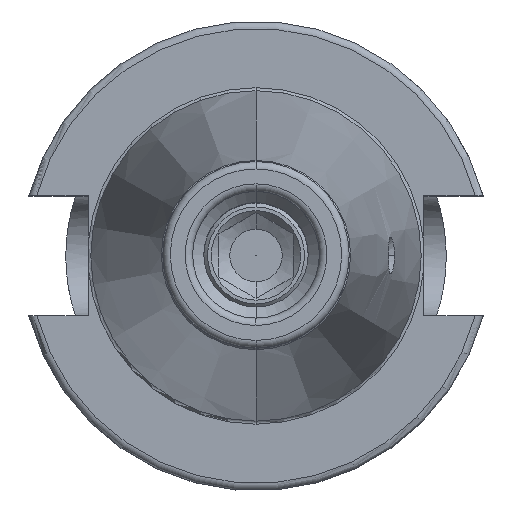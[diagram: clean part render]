
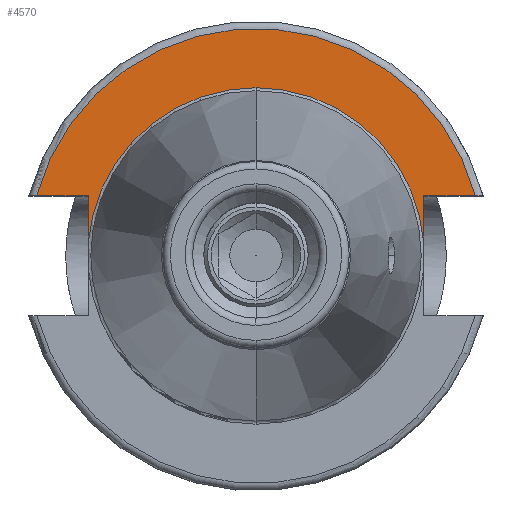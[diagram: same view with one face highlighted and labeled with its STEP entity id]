
A CAD part, top view. The second image highlights one B-rep face of the part: STEP entity #4570.
In plain terms, the highlighted planar face has unit normal (0, 0, 1).
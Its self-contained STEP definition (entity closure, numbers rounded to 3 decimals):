
#1194=CARTESIAN_POINT('',(0,0,10));
#1195=DIRECTION('',(0,0,1));
#1196=DIRECTION('',(0,1,0));
#1197=AXIS2_PLACEMENT_3D('',#1194,#1195,#1196);
#1432=DIRECTION('',(0,1,0));
#1433=VECTOR('',#1432,6.317);
#1434=CARTESIAN_POINT('',(-22.5,1.733,10));
#1435=LINE('',#1434,#1433);
#1436=DIRECTION('',(1,0,0));
#1437=VECTOR('',#1436,6.918);
#1438=CARTESIAN_POINT('',(-29.418,8.05,10));
#1439=LINE('',#1438,#1437);
#1440=DIRECTION('',(-1,0,0));
#1441=VECTOR('',#1440,6.918);
#1442=CARTESIAN_POINT('',(29.418,8.05,10));
#1443=LINE('',#1442,#1441);
#1444=DIRECTION('',(0,-1,0));
#1445=VECTOR('',#1444,6.317);
#1446=CARTESIAN_POINT('',(22.5,8.05,10));
#1447=LINE('',#1446,#1445);
#1462=CARTESIAN_POINT('',(0,0,10));
#1463=DIRECTION('',(0,0,-1));
#1464=DIRECTION('',(0,1,0));
#1465=AXIS2_PLACEMENT_3D('',#1462,#1463,#1464);
#1501=CARTESIAN_POINT('',(0,0,10));
#1502=DIRECTION('',(0,0,1));
#1503=DIRECTION('',(0.965,0.264,0));
#1504=AXIS2_PLACEMENT_3D('',#1501,#1502,#1503);
#2289=CARTESIAN_POINT('',(0,22.567,10));
#2291=VERTEX_POINT('',#2289);
#2403=CARTESIAN_POINT('',(-22.5,1.733,10));
#2404=CARTESIAN_POINT('',(-22.5,8.05,10));
#2405=VERTEX_POINT('',#2403);
#2406=VERTEX_POINT('',#2404);
#2407=CARTESIAN_POINT('',(-29.418,8.05,10));
#2408=VERTEX_POINT('',#2407);
#2409=CARTESIAN_POINT('',(22.5,8.05,10));
#2410=CARTESIAN_POINT('',(22.5,1.733,10));
#2411=VERTEX_POINT('',#2409);
#2412=VERTEX_POINT('',#2410);
#2419=CARTESIAN_POINT('',(29.418,8.05,10));
#2420=VERTEX_POINT('',#2419);
#4554=CARTESIAN_POINT('',(0,0,10));
#4555=DIRECTION('',(0,0,-1));
#4556=DIRECTION('',(0,-1,0));
#4557=AXIS2_PLACEMENT_3D('',#4554,#4555,#4556);
#4558=PLANE('',#4557);
#4559=ORIENTED_EDGE('',*,*,#4321,.T.);
#4560=ORIENTED_EDGE('',*,*,#4404,.F.);
#4562=ORIENTED_EDGE('',*,*,#4561,.F.);
#4563=ORIENTED_EDGE('',*,*,#4514,.T.);
#4564=ORIENTED_EDGE('',*,*,#4498,.T.);
#4566=ORIENTED_EDGE('',*,*,#4565,.F.);
#4567=ORIENTED_EDGE('',*,*,#4298,.T.);
#4568=EDGE_LOOP('',(#4559,#4560,#4562,#4563,#4564,#4566,#4567));
#4569=FACE_OUTER_BOUND('',#4568,.F.);
#4570=ADVANCED_FACE('',(#4569),#4558,.F.);
#1198=CIRCLE('',#1197,22.567);
#1466=CIRCLE('',#1465,22.567);
#1505=CIRCLE('',#1504,30.5);
#4298=EDGE_CURVE('',#2291,#2405,#1198,.T.);
#4321=EDGE_CURVE('',#2405,#2406,#1435,.T.);
#4404=EDGE_CURVE('',#2408,#2406,#1439,.T.);
#4498=EDGE_CURVE('',#2411,#2412,#1447,.T.);
#4514=EDGE_CURVE('',#2420,#2411,#1443,.T.);
#4561=EDGE_CURVE('',#2420,#2408,#1505,.T.);
#4565=EDGE_CURVE('',#2291,#2412,#1466,.T.);
